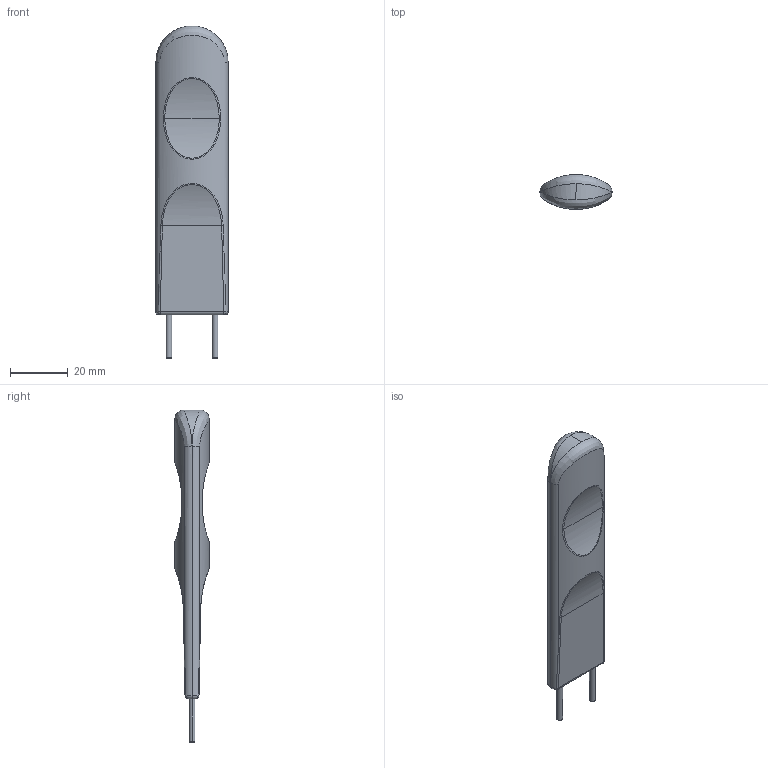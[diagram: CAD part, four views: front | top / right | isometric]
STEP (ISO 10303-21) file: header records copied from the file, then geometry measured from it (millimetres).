
FILE_DESCRIPTION(('STEP AP214'),'1');
FILE_NAME('fath_0942sl.stp','2017-10-10T15:52:25',('TraceParts'),('TraceParts S.A.'),'Spatial InterOp 3D',' ',' ');
FILE_SCHEMA(('automotive_design'));
Length unit declared in the file: millimetre
Products named in the file (1): fath_0942sl
Bounding box: 25 x 12.02 x 115 mm (x, y, z)
Volume: 17638.7 mm3; surface area: 6140.9 mm2
Topology: 1 solids, 1 shells, 53 faces, 111 edges, 64 vertices
Faces by surface type: cylinder 20, bspline 16, plane 5, torus 4, cone 4, sphere 4
Entity records: 3954 total; most frequent: CARTESIAN_POINT 2495, ORIENTED_EDGE 222, DIRECTION 199, EDGE_CURVE 111, AXIS2_PLACEMENT_3D 88, VERTEX_POINT 64, EDGE_LOOP 57, STYLED_ITEM 54
